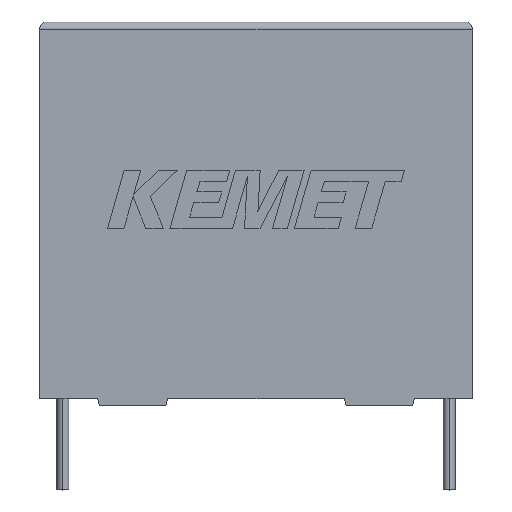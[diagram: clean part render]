
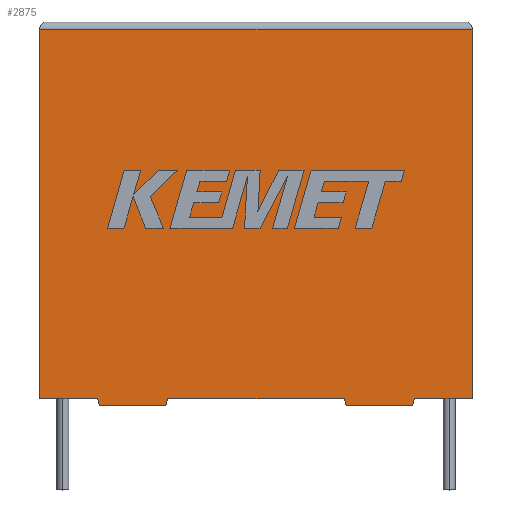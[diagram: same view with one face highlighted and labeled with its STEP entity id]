
A CAD part, top view. The second image highlights one B-rep face of the part: STEP entity #2875.
In plain terms, the highlighted planar face has unit normal (0, 0, 1).
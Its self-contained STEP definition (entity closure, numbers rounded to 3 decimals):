
#5 = VERTEX_POINT ( 'NONE', #2032 ) ;
#14 = LINE ( 'NONE', #980, #1155 ) ;
#168 = EDGE_CURVE ( 'NONE', #537, #669, #2992, .T. ) ;
#200 = EDGE_CURVE ( 'NONE', #3188, #388, #1136, .T. ) ;
#301 = CARTESIAN_POINT ( 'NONE',  ( 4.114, 0., 13.3 ) ) ;
#313 = PLANE ( 'NONE',  #1651 ) ;
#327 = FACE_OUTER_BOUND ( 'NONE', #2469, .T. ) ;
#344 = ORIENTED_EDGE ( 'NONE', *, *, #3055, .T. ) ;
#345 = CARTESIAN_POINT ( 'NONE',  ( 0., 0., 13.3 ) ) ;
#361 = ORIENTED_EDGE ( 'NONE', *, *, #423, .F. ) ;
#388 = VERTEX_POINT ( 'NONE', #687 ) ;
#393 = VERTEX_POINT ( 'NONE', #745 ) ;
#423 = EDGE_CURVE ( 'NONE', #2811, #919, #2686, .T. ) ;
#520 = EDGE_CURVE ( 'NONE', #393, #2811, #14, .T. ) ;
#537 = VERTEX_POINT ( 'NONE', #1734 ) ;
#559 = CARTESIAN_POINT ( 'NONE',  ( 0., 0., 13.3 ) ) ;
#601 = ORIENTED_EDGE ( 'NONE', *, *, #2034, .T. ) ;
#618 = DIRECTION ( 'NONE',  ( -1., 0., 0. ) ) ;
#620 = VERTEX_POINT ( 'NONE', #2786 ) ;
#629 = CARTESIAN_POINT ( 'NONE',  ( 4.264, -0.5, 13.3 ) ) ;
#639 = CARTESIAN_POINT ( 'NONE',  ( 0., 0., 13.3 ) ) ;
#669 = VERTEX_POINT ( 'NONE', #1652 ) ;
#687 = CARTESIAN_POINT ( 'NONE',  ( 8.976, -0.5, 13.3 ) ) ;
#702 = ORIENTED_EDGE ( 'NONE', *, *, #2665, .T. ) ;
#727 = LINE ( 'NONE', #3094, #2188 ) ;
#745 = CARTESIAN_POINT ( 'NONE',  ( 26.536, -0.5, 13.3 ) ) ;
#888 = DIRECTION ( 'NONE',  ( 1., 0., 0. ) ) ;
#900 = DIRECTION ( 'NONE',  ( 0., 1., 0. ) ) ;
#919 = VERTEX_POINT ( 'NONE', #1096 ) ;
#944 = EDGE_CURVE ( 'NONE', #620, #5, #2319, .T. ) ;
#980 = CARTESIAN_POINT ( 'NONE',  ( 26.536, -0.5, 13.3 ) ) ;
#1057 = VECTOR ( 'NONE', #618, 1000. ) ;
#1096 = CARTESIAN_POINT ( 'NONE',  ( 21.674, 0., 13.3 ) ) ;
#1136 = LINE ( 'NONE', #629, #1327 ) ;
#1143 = VECTOR ( 'NONE', #2138, 1000. ) ;
#1153 = DIRECTION ( 'NONE',  ( 0., -1., 0. ) ) ;
#1155 = VECTOR ( 'NONE', #3249, 1000. ) ;
#1232 = CARTESIAN_POINT ( 'NONE',  ( 4.264, -0.5, 13.3 ) ) ;
#1249 = VERTEX_POINT ( 'NONE', #1715 ) ;
#1294 = LINE ( 'NONE', #2148, #3222 ) ;
#1327 = VECTOR ( 'NONE', #888, 1000. ) ;
#1378 = CARTESIAN_POINT ( 'NONE',  ( 8.976, -0.5, 13.3 ) ) ;
#1434 = ORIENTED_EDGE ( 'NONE', *, *, #2685, .T. ) ;
#1456 = CARTESIAN_POINT ( 'NONE',  ( 26.686, 0., 13.3 ) ) ;
#1581 = LINE ( 'NONE', #1595, #2801 ) ;
#1595 = CARTESIAN_POINT ( 'NONE',  ( 0., 0., 13.3 ) ) ;
#1651 = AXIS2_PLACEMENT_3D ( 'NONE', #559, #2566, #2828 ) ;
#1652 = CARTESIAN_POINT ( 'NONE',  ( 0., 26.3, 13.3 ) ) ;
#1664 = ORIENTED_EDGE ( 'NONE', *, *, #3158, .F. ) ;
#1709 = VECTOR ( 'NONE', #3087, 1000. ) ;
#1715 = CARTESIAN_POINT ( 'NONE',  ( 4.114, 0., 13.3 ) ) ;
#1734 = CARTESIAN_POINT ( 'NONE',  ( 30.8, 26.3, 13.3 ) ) ;
#1823 = CARTESIAN_POINT ( 'NONE',  ( 21.824, -0.5, 13.3 ) ) ;
#1859 = VECTOR ( 'NONE', #2831, 1000. ) ;
#1866 = ORIENTED_EDGE ( 'NONE', *, *, #1922, .T. ) ;
#1868 = LINE ( 'NONE', #301, #2415 ) ;
#1879 = DIRECTION ( 'NONE',  ( 0.287, -0.958, 0. ) ) ;
#1922 = EDGE_CURVE ( 'NONE', #1249, #3188, #1868, .T. ) ;
#1939 = LINE ( 'NONE', #345, #1859 ) ;
#2032 = CARTESIAN_POINT ( 'NONE',  ( 30.8, 0., 13.3 ) ) ;
#2034 = EDGE_CURVE ( 'NONE', #2293, #919, #727, .T. ) ;
#2138 = DIRECTION ( 'NONE',  ( 1., 0., 0. ) ) ;
#2148 = CARTESIAN_POINT ( 'NONE',  ( 30.8, 0., 13.3 ) ) ;
#2188 = VECTOR ( 'NONE', #2586, 1000. ) ;
#2197 = ORIENTED_EDGE ( 'NONE', *, *, #2707, .T. ) ;
#2254 = ORIENTED_EDGE ( 'NONE', *, *, #944, .T. ) ;
#2293 = VERTEX_POINT ( 'NONE', #2673 ) ;
#2319 = LINE ( 'NONE', #2870, #1143 ) ;
#2415 = VECTOR ( 'NONE', #1879, 1000. ) ;
#2434 = DIRECTION ( 'NONE',  ( -0.287, -0.958, 0. ) ) ;
#2469 = EDGE_LOOP ( 'NONE', ( #344, #2939, #1434, #2197, #1866, #2984, #702, #601, #361, #2603, #1664, #2254 ) ) ;
#2488 = VECTOR ( 'NONE', #2754, 1000. ) ;
#2523 = VERTEX_POINT ( 'NONE', #639 ) ;
#2566 = DIRECTION ( 'NONE',  ( 0., 0., -1. ) ) ;
#2586 = DIRECTION ( 'NONE',  ( 1., 0., 0. ) ) ;
#2603 = ORIENTED_EDGE ( 'NONE', *, *, #520, .F. ) ;
#2655 = CARTESIAN_POINT ( 'NONE',  ( 0., 26.3, 13.3 ) ) ;
#2665 = EDGE_CURVE ( 'NONE', #388, #2293, #2848, .T. ) ;
#2673 = CARTESIAN_POINT ( 'NONE',  ( 9.126, 0., 13.3 ) ) ;
#2685 = EDGE_CURVE ( 'NONE', #669, #2523, #1581, .T. ) ;
#2686 = LINE ( 'NONE', #3242, #2488 ) ;
#2707 = EDGE_CURVE ( 'NONE', #2523, #1249, #1939, .T. ) ;
#2754 = DIRECTION ( 'NONE',  ( -0.287, 0.958, 0. ) ) ;
#2786 = CARTESIAN_POINT ( 'NONE',  ( 26.686, 0., 13.3 ) ) ;
#2801 = VECTOR ( 'NONE', #1153, 1000. ) ;
#2811 = VERTEX_POINT ( 'NONE', #1823 ) ;
#2828 = DIRECTION ( 'NONE',  ( -1., 0., 0. ) ) ;
#2831 = DIRECTION ( 'NONE',  ( 1., 0., 0. ) ) ;
#2848 = LINE ( 'NONE', #1378, #1709 ) ;
#2870 = CARTESIAN_POINT ( 'NONE',  ( 0., 0., 13.3 ) ) ;
#2875 = ADVANCED_FACE ( 'NONE', ( #327 ), #313, .F. ) ;
#2939 = ORIENTED_EDGE ( 'NONE', *, *, #168, .T. ) ;
#2962 = VECTOR ( 'NONE', #2434, 1000. ) ;
#2984 = ORIENTED_EDGE ( 'NONE', *, *, #200, .T. ) ;
#2992 = LINE ( 'NONE', #2655, #1057 ) ;
#3022 = LINE ( 'NONE', #1456, #2962 ) ;
#3055 = EDGE_CURVE ( 'NONE', #5, #537, #1294, .T. ) ;
#3087 = DIRECTION ( 'NONE',  ( 0.287, 0.958, 0. ) ) ;
#3094 = CARTESIAN_POINT ( 'NONE',  ( 0., 0., 13.3 ) ) ;
#3158 = EDGE_CURVE ( 'NONE', #620, #393, #3022, .T. ) ;
#3188 = VERTEX_POINT ( 'NONE', #1232 ) ;
#3222 = VECTOR ( 'NONE', #900, 1000. ) ;
#3242 = CARTESIAN_POINT ( 'NONE',  ( 21.824, -0.5, 13.3 ) ) ;
#3249 = DIRECTION ( 'NONE',  ( -1., 0., 0. ) ) ;
